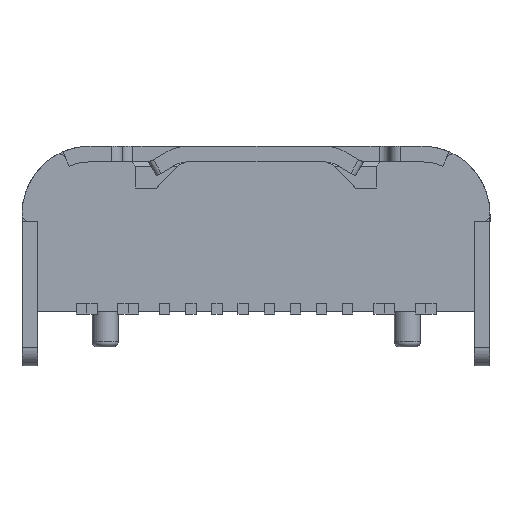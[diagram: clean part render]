
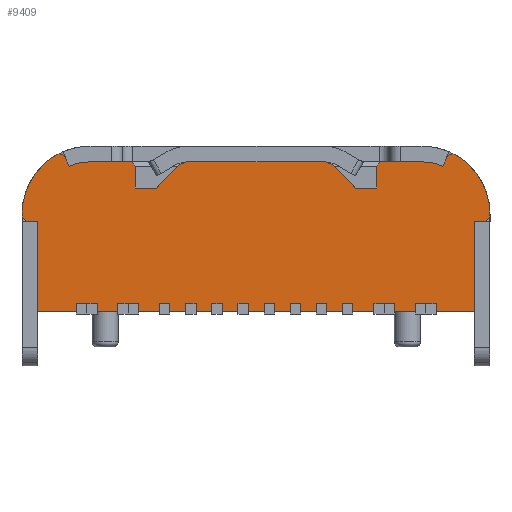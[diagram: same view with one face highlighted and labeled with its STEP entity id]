
A CAD part, left-side view. The second image highlights one B-rep face of the part: STEP entity #9409.
In plain terms, the highlighted face is planar.
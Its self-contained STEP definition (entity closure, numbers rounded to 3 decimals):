
#319=CIRCLE('',#10059,1.3);
#320=CIRCLE('',#10060,1.);
#321=CIRCLE('',#10061,1.);
#322=CIRCLE('',#10062,1.3);
#879=FACE_OUTER_BOUND('',#1447,.T.);
#1447=EDGE_LOOP('',(#7035,#7036,#7037,#7038,#7039,#7040,#7041,#7042,#7043,
#7044,#7045,#7046,#7047,#7048,#7049,#7050,#7051,#7052,#7053,#7054,#7055,
#7056,#7057,#7058,#7059,#7060,#7061,#7062,#7063,#7064));
#2273=LINE('',#14686,#3278);
#2277=LINE('',#14698,#3282);
#2279=LINE('',#14702,#3284);
#2280=LINE('',#14704,#3285);
#2281=LINE('',#14706,#3286);
#2282=LINE('',#14708,#3287);
#2283=LINE('',#14710,#3288);
#2284=LINE('',#14714,#3289);
#2285=LINE('',#14716,#3290);
#2286=LINE('',#14720,#3291);
#2287=LINE('',#14722,#3292);
#2288=LINE('',#14724,#3293);
#2289=LINE('',#14726,#3294);
#2290=LINE('',#14728,#3295);
#2291=LINE('',#14730,#3296);
#2292=LINE('',#14732,#3297);
#2293=LINE('',#14734,#3298);
#2294=LINE('',#14736,#3299);
#2295=LINE('',#14738,#3300);
#2296=LINE('',#14740,#3301);
#2297=LINE('',#14742,#3302);
#2298=LINE('',#14744,#3303);
#2299=LINE('',#14748,#3304);
#2300=LINE('',#14750,#3305);
#2301=LINE('',#14754,#3306);
#2302=LINE('',#14755,#3307);
#3278=VECTOR('',#11688,1.);
#3282=VECTOR('',#11698,1.);
#3284=VECTOR('',#11702,1.);
#3285=VECTOR('',#11703,1.);
#3286=VECTOR('',#11704,1.);
#3287=VECTOR('',#11705,1.);
#3288=VECTOR('',#11706,1.);
#3289=VECTOR('',#11709,1.);
#3290=VECTOR('',#11710,1.);
#3291=VECTOR('',#11713,1.);
#3292=VECTOR('',#11714,1.);
#3293=VECTOR('',#11715,1.);
#3294=VECTOR('',#11716,1.);
#3295=VECTOR('',#11717,1.);
#3296=VECTOR('',#11718,1.);
#3297=VECTOR('',#11719,1.);
#3298=VECTOR('',#11720,1.);
#3299=VECTOR('',#11721,1.);
#3300=VECTOR('',#11722,1.);
#3301=VECTOR('',#11723,1.);
#3302=VECTOR('',#11724,1.);
#3303=VECTOR('',#11725,1.);
#3304=VECTOR('',#11728,1.);
#3305=VECTOR('',#11729,1.);
#3306=VECTOR('',#11732,1.);
#3307=VECTOR('',#11733,1.);
#4122=VERTEX_POINT('',#14679);
#4125=VERTEX_POINT('',#14684);
#4130=VERTEX_POINT('',#14697);
#4131=VERTEX_POINT('',#14701);
#4132=VERTEX_POINT('',#14703);
#4133=VERTEX_POINT('',#14705);
#4134=VERTEX_POINT('',#14707);
#4135=VERTEX_POINT('',#14709);
#4136=VERTEX_POINT('',#14711);
#4137=VERTEX_POINT('',#14713);
#4138=VERTEX_POINT('',#14715);
#4139=VERTEX_POINT('',#14717);
#4140=VERTEX_POINT('',#14719);
#4141=VERTEX_POINT('',#14721);
#4142=VERTEX_POINT('',#14723);
#4143=VERTEX_POINT('',#14725);
#4144=VERTEX_POINT('',#14727);
#4145=VERTEX_POINT('',#14729);
#4146=VERTEX_POINT('',#14731);
#4147=VERTEX_POINT('',#14733);
#4148=VERTEX_POINT('',#14735);
#4149=VERTEX_POINT('',#14737);
#4150=VERTEX_POINT('',#14739);
#4151=VERTEX_POINT('',#14741);
#4152=VERTEX_POINT('',#14743);
#4153=VERTEX_POINT('',#14745);
#4154=VERTEX_POINT('',#14747);
#4155=VERTEX_POINT('',#14749);
#4156=VERTEX_POINT('',#14751);
#4157=VERTEX_POINT('',#14753);
#5159=EDGE_CURVE('',#4122,#4125,#2273,.T.);
#5164=EDGE_CURVE('',#4130,#4122,#2277,.T.);
#5166=EDGE_CURVE('',#4130,#4131,#2279,.T.);
#5167=EDGE_CURVE('',#4125,#4132,#2280,.T.);
#5168=EDGE_CURVE('',#4132,#4133,#2281,.T.);
#5169=EDGE_CURVE('',#4133,#4134,#2282,.T.);
#5170=EDGE_CURVE('',#4134,#4135,#2283,.T.);
#5171=EDGE_CURVE('',#4136,#4135,#319,.T.);
#5172=EDGE_CURVE('',#4137,#4136,#2284,.T.);
#5173=EDGE_CURVE('',#4137,#4138,#2285,.T.);
#5174=EDGE_CURVE('',#4139,#4138,#320,.T.);
#5175=EDGE_CURVE('',#4139,#4140,#2286,.T.);
#5176=EDGE_CURVE('',#4140,#4141,#2287,.T.);
#5177=EDGE_CURVE('',#4141,#4142,#2288,.T.);
#5178=EDGE_CURVE('',#4142,#4143,#2289,.T.);
#5179=EDGE_CURVE('',#4143,#4144,#2290,.T.);
#5180=EDGE_CURVE('',#4145,#4144,#2291,.T.);
#5181=EDGE_CURVE('',#4145,#4146,#2292,.T.);
#5182=EDGE_CURVE('',#4146,#4147,#2293,.T.);
#5183=EDGE_CURVE('',#4147,#4148,#2294,.T.);
#5184=EDGE_CURVE('',#4148,#4149,#2295,.T.);
#5185=EDGE_CURVE('',#4149,#4150,#2296,.T.);
#5186=EDGE_CURVE('',#4151,#4150,#2297,.T.);
#5187=EDGE_CURVE('',#4151,#4152,#2298,.T.);
#5188=EDGE_CURVE('',#4153,#4152,#321,.T.);
#5189=EDGE_CURVE('',#4153,#4154,#2299,.T.);
#5190=EDGE_CURVE('',#4155,#4154,#2300,.T.);
#5191=EDGE_CURVE('',#4156,#4155,#322,.T.);
#5192=EDGE_CURVE('',#4157,#4156,#2301,.T.);
#5193=EDGE_CURVE('',#4131,#4157,#2302,.T.);
#7035=ORIENTED_EDGE('',*,*,#5166,.F.);
#7036=ORIENTED_EDGE('',*,*,#5164,.T.);
#7037=ORIENTED_EDGE('',*,*,#5159,.T.);
#7038=ORIENTED_EDGE('',*,*,#5167,.T.);
#7039=ORIENTED_EDGE('',*,*,#5168,.T.);
#7040=ORIENTED_EDGE('',*,*,#5169,.T.);
#7041=ORIENTED_EDGE('',*,*,#5170,.T.);
#7042=ORIENTED_EDGE('',*,*,#5171,.F.);
#7043=ORIENTED_EDGE('',*,*,#5172,.F.);
#7044=ORIENTED_EDGE('',*,*,#5173,.T.);
#7045=ORIENTED_EDGE('',*,*,#5174,.F.);
#7046=ORIENTED_EDGE('',*,*,#5175,.T.);
#7047=ORIENTED_EDGE('',*,*,#5176,.T.);
#7048=ORIENTED_EDGE('',*,*,#5177,.T.);
#7049=ORIENTED_EDGE('',*,*,#5178,.T.);
#7050=ORIENTED_EDGE('',*,*,#5179,.T.);
#7051=ORIENTED_EDGE('',*,*,#5180,.F.);
#7052=ORIENTED_EDGE('',*,*,#5181,.T.);
#7053=ORIENTED_EDGE('',*,*,#5182,.T.);
#7054=ORIENTED_EDGE('',*,*,#5183,.T.);
#7055=ORIENTED_EDGE('',*,*,#5184,.T.);
#7056=ORIENTED_EDGE('',*,*,#5185,.T.);
#7057=ORIENTED_EDGE('',*,*,#5186,.F.);
#7058=ORIENTED_EDGE('',*,*,#5187,.T.);
#7059=ORIENTED_EDGE('',*,*,#5188,.F.);
#7060=ORIENTED_EDGE('',*,*,#5189,.T.);
#7061=ORIENTED_EDGE('',*,*,#5190,.F.);
#7062=ORIENTED_EDGE('',*,*,#5191,.F.);
#7063=ORIENTED_EDGE('',*,*,#5192,.F.);
#7064=ORIENTED_EDGE('',*,*,#5193,.F.);
#9063=PLANE('',#10058);
#9409=ADVANCED_FACE('',(#879),#9063,.T.);
#10058=AXIS2_PLACEMENT_3D('',#14700,#11700,#11701);
#10059=AXIS2_PLACEMENT_3D('',#14712,#11707,#11708);
#10060=AXIS2_PLACEMENT_3D('',#14718,#11711,#11712);
#10061=AXIS2_PLACEMENT_3D('',#14746,#11726,#11727);
#10062=AXIS2_PLACEMENT_3D('',#14752,#11730,#11731);
#11688=DIRECTION('',(-1.,0.,0.));
#11698=DIRECTION('',(0.,0.,-1.));
#11700=DIRECTION('center_axis',(0.,1.,0.));
#11701=DIRECTION('ref_axis',(-1.,0.,0.));
#11702=DIRECTION('',(1.,0.,0.));
#11703=DIRECTION('',(0.,0.,1.));
#11704=DIRECTION('',(-1.,0.,0.));
#11705=DIRECTION('',(-0.707,0.,0.707));
#11706=DIRECTION('',(0.,0.,1.));
#11707=DIRECTION('center_axis',(0.,-1.,0.));
#11708=DIRECTION('ref_axis',(1.,0.,0.));
#11709=DIRECTION('',(-0.936,0.,0.351));
#11710=DIRECTION('',(0.4,0.,-0.917));
#11711=DIRECTION('center_axis',(0.,-1.,0.));
#11712=DIRECTION('ref_axis',(1.,0.,0.));
#11713=DIRECTION('',(1.,0.,0.));
#11714=DIRECTION('',(0.707,0.,-0.707));
#11715=DIRECTION('',(0.,0.,-1.));
#11716=DIRECTION('',(1.,0.,0.));
#11717=DIRECTION('',(0.707,0.,0.707));
#11718=DIRECTION('',(-0.924,0.,-0.383));
#11719=DIRECTION('',(1.,0.,0.));
#11720=DIRECTION('',(0.924,0.,-0.383));
#11721=DIRECTION('',(0.707,0.,-0.707));
#11722=DIRECTION('',(1.,0.,0.));
#11723=DIRECTION('',(0.,0.,1.));
#11724=DIRECTION('',(-0.707,0.,-0.707));
#11725=DIRECTION('',(1.,0.,0.));
#11726=DIRECTION('center_axis',(0.,-1.,0.));
#11727=DIRECTION('ref_axis',(1.,0.,0.));
#11728=DIRECTION('',(0.4,0.,0.917));
#11729=DIRECTION('',(-0.936,0.,-0.351));
#11730=DIRECTION('center_axis',(0.,-1.,0.));
#11731=DIRECTION('ref_axis',(1.,0.,0.));
#11732=DIRECTION('',(0.,0.,1.));
#11733=DIRECTION('',(0.707,0.,0.707));
#14679=CARTESIAN_POINT('',(8.65,7.3,0.));
#14684=CARTESIAN_POINT('',(0.3,7.3,0.));
#14686=CARTESIAN_POINT('',(8.65,7.3,0.));
#14697=CARTESIAN_POINT('',(8.65,7.3,1.725));
#14698=CARTESIAN_POINT('',(8.65,7.3,1.86));
#14700=CARTESIAN_POINT('Origin',(4.475,7.3,1.489));
#14701=CARTESIAN_POINT('',(8.87,7.3,1.725));
#14702=CARTESIAN_POINT('',(8.05,7.3,1.725));
#14703=CARTESIAN_POINT('',(0.3,7.3,1.725));
#14704=CARTESIAN_POINT('',(0.3,7.3,0.));
#14705=CARTESIAN_POINT('',(0.08,7.3,1.725));
#14706=CARTESIAN_POINT('',(0.9,7.3,1.725));
#14707=CARTESIAN_POINT('',(0.,7.3,1.805));
#14708=CARTESIAN_POINT('',(0.034,7.3,1.771));
#14709=CARTESIAN_POINT('',(0.,7.3,1.86));
#14710=CARTESIAN_POINT('',(0.,7.3,1.725));
#14711=CARTESIAN_POINT('',(0.708,7.3,3.017));
#14712=CARTESIAN_POINT('Origin',(1.3,7.3,1.86));
#14713=CARTESIAN_POINT('',(0.812,7.3,2.978));
#14714=CARTESIAN_POINT('',(0.802,7.3,2.982));
#14715=CARTESIAN_POINT('',(0.9,7.3,2.777));
#14716=CARTESIAN_POINT('',(0.78,7.3,3.051));
#14717=CARTESIAN_POINT('',(1.3,7.3,2.86));
#14718=CARTESIAN_POINT('Origin',(1.3,7.3,1.86));
#14719=CARTESIAN_POINT('',(2.09,7.3,2.86));
#14720=CARTESIAN_POINT('',(1.3,7.3,2.86));
#14721=CARTESIAN_POINT('',(2.17,7.3,2.78));
#14722=CARTESIAN_POINT('',(3.081,7.3,1.869));
#14723=CARTESIAN_POINT('',(2.17,7.3,2.36));
#14724=CARTESIAN_POINT('',(2.17,7.3,2.86));
#14725=CARTESIAN_POINT('',(2.575,7.3,2.36));
#14726=CARTESIAN_POINT('',(2.17,7.3,2.36));
#14727=CARTESIAN_POINT('',(3.018,7.3,2.803));
#14728=CARTESIAN_POINT('',(2.575,7.3,2.36));
#14729=CARTESIAN_POINT('',(3.155,7.3,2.86));
#14730=CARTESIAN_POINT('',(3.419,7.3,2.97));
#14731=CARTESIAN_POINT('',(5.795,7.3,2.86));
#14732=CARTESIAN_POINT('',(1.3,7.3,2.86));
#14733=CARTESIAN_POINT('',(5.932,7.3,2.803));
#14734=CARTESIAN_POINT('',(5.531,7.3,2.97));
#14735=CARTESIAN_POINT('',(6.375,7.3,2.36));
#14736=CARTESIAN_POINT('',(5.875,7.3,2.86));
#14737=CARTESIAN_POINT('',(6.78,7.3,2.36));
#14738=CARTESIAN_POINT('',(6.375,7.3,2.36));
#14739=CARTESIAN_POINT('',(6.78,7.3,2.78));
#14740=CARTESIAN_POINT('',(6.78,7.3,2.36));
#14741=CARTESIAN_POINT('',(6.86,7.3,2.86));
#14742=CARTESIAN_POINT('',(5.869,7.3,1.869));
#14743=CARTESIAN_POINT('',(7.65,7.3,2.86));
#14744=CARTESIAN_POINT('',(1.3,7.3,2.86));
#14745=CARTESIAN_POINT('',(8.05,7.3,2.777));
#14746=CARTESIAN_POINT('Origin',(7.65,7.3,1.86));
#14747=CARTESIAN_POINT('',(8.138,7.3,2.978));
#14748=CARTESIAN_POINT('',(8.05,7.3,2.777));
#14749=CARTESIAN_POINT('',(8.242,7.3,3.017));
#14750=CARTESIAN_POINT('',(8.148,7.3,2.982));
#14751=CARTESIAN_POINT('',(8.95,7.3,1.86));
#14752=CARTESIAN_POINT('Origin',(7.65,7.3,1.86));
#14753=CARTESIAN_POINT('',(8.95,7.3,1.805));
#14754=CARTESIAN_POINT('',(8.95,7.3,1.725));
#14755=CARTESIAN_POINT('',(8.916,7.3,1.771));
